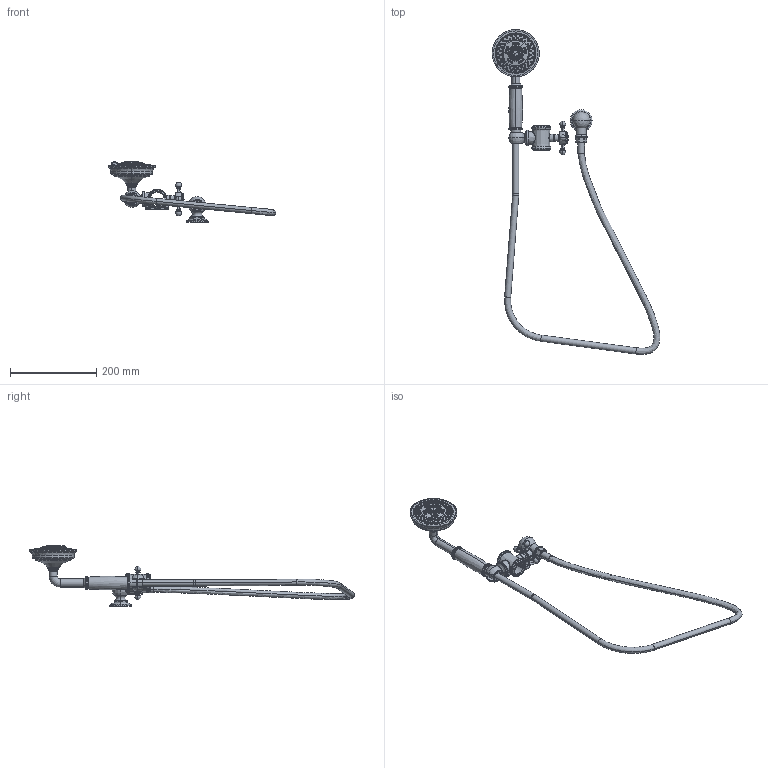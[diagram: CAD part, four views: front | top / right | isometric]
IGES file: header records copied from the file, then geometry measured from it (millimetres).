
Start section:  PTC IGES file: 930-0442.igs
Global section: file name: 930-0442.igs; native system: Creo Parametric by PTC Inc.; preprocessor: 2018400; author: jinson.thomas; organization: Unknown; date: 20201210.144208; units: inch
Bounding box: 388.63 x 752.72 x 140.55 mm (x, y, z)
Volume: 706664.4 mm3; surface area: 157703.8 mm2
Topology: 2 solids, 3 shells, 1521 faces, 3265 edges, 1915 vertices
Faces by surface type: revolution 1237, bspline 284
